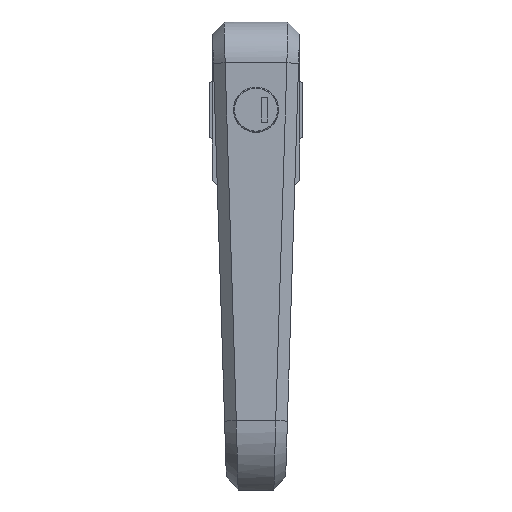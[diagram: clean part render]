
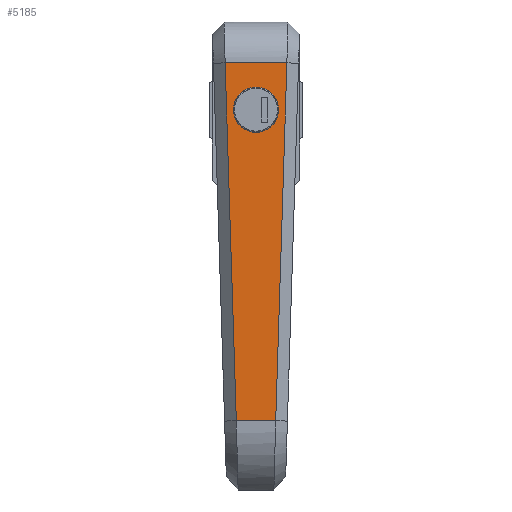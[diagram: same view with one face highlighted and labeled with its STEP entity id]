
A CAD part, top view. The second image highlights one B-rep face of the part: STEP entity #5185.
In plain terms, the highlighted face is planar.
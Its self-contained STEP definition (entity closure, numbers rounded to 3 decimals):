
#651 = FACE_OUTER_BOUND ( 'NONE', #1757, .T. ) ;
#657 = FACE_BOUND ( 'NONE', #1758, .T. ) ;
#659 = AXIS2_PLACEMENT_3D ( 'NONE', #1217, #1218, #1219 ) ;
#1216 = PLANE ( 'NONE',  #659 ) ;
#1217 = CARTESIAN_POINT ( 'NONE',  ( -12.5, -130., -10. ) ) ;
#1218 = DIRECTION ( 'NONE',  ( 1., 0., 0. ) ) ;
#1219 = DIRECTION ( 'NONE',  ( 0., 0., -1. ) ) ;
#1380 = CARTESIAN_POINT ( 'NONE',  ( -12.5, 0., 0. ) ) ;
#1381 = DIRECTION ( 'NONE',  ( -1., 0., 0. ) ) ;
#1382 = DIRECTION ( 'NONE',  ( 0., 0., 1. ) ) ;
#1700 = VERTEX_POINT ( 'NONE', #4164 ) ;
#1701 = VERTEX_POINT ( 'NONE', #4165 ) ;
#1714 = VERTEX_POINT ( 'NONE', #4178 ) ;
#1715 = VERTEX_POINT ( 'NONE', #4179 ) ;
#1716 = VERTEX_POINT ( 'NONE', #4180 ) ;
#1717 = VERTEX_POINT ( 'NONE', #4181 ) ;
#1757 = EDGE_LOOP ( 'NONE', ( #2409, #2411, #2410, #2412 ) ) ;
#1758 = EDGE_LOOP ( 'NONE', ( #2414, #2415 ) ) ;
#2292 = AXIS2_PLACEMENT_3D ( 'NONE', #3375, #3391, #3392 ) ;
#2293 = VECTOR ( 'NONE', #3381, 1000. ) ;
#2294 = VECTOR ( 'NONE', #3384, 1000. ) ;
#2295 = VECTOR ( 'NONE', #3387, 1000. ) ;
#2296 = VECTOR ( 'NONE', #3390, 1000. ) ;
#2409 = ORIENTED_EDGE ( 'NONE', *, *, #3732, .T. ) ;
#2410 = ORIENTED_EDGE ( 'NONE', *, *, #3733, .T. ) ;
#2411 = ORIENTED_EDGE ( 'NONE', *, *, #3731, .T. ) ;
#2412 = ORIENTED_EDGE ( 'NONE', *, *, #3734, .T. ) ;
#2414 = ORIENTED_EDGE ( 'NONE', *, *, #3735, .F. ) ;
#2415 = ORIENTED_EDGE ( 'NONE', *, *, #3891, .F. ) ;
#3261 = AXIS2_PLACEMENT_3D ( 'NONE', #1380, #1381, #1382 ) ;
#3285 = CIRCLE ( 'NONE', #3261, 7.75 ) ;
#3375 = CARTESIAN_POINT ( 'NONE',  ( -12.5, 0., 0. ) ) ;
#3379 = LINE ( 'NONE', #3380, #2293 ) ;
#3380 = CARTESIAN_POINT ( 'NONE',  ( -12.5, -129.875, -6.002 ) ) ;
#3381 = DIRECTION ( 'NONE',  ( 0., -1., 0.031 ) ) ;
#3382 = LINE ( 'NONE', #3383, #2294 ) ;
#3383 = CARTESIAN_POINT ( 'NONE',  ( -12.5, 16., -10. ) ) ;
#3384 = DIRECTION ( 'NONE',  ( 0., 0., -1. ) ) ;
#3385 = LINE ( 'NONE', #3386, #2295 ) ;
#3386 = CARTESIAN_POINT ( 'NONE',  ( -12.5, -106.336, -10. ) ) ;
#3387 = DIRECTION ( 'NONE',  ( 0., 0., 1. ) ) ;
#3388 = LINE ( 'NONE', #3389, #2296 ) ;
#3389 = CARTESIAN_POINT ( 'NONE',  ( -12.5, -130.499, 5.982 ) ) ;
#3390 = DIRECTION ( 'NONE',  ( 0., 1., 0.031 ) ) ;
#3391 = DIRECTION ( 'NONE',  ( -1., 0., 0. ) ) ;
#3392 = DIRECTION ( 'NONE',  ( 0., 0., 1. ) ) ;
#3731 = EDGE_CURVE ( 'NONE', #1715, #1716, #3379, .T. ) ;
#3732 = EDGE_CURVE ( 'NONE', #1714, #1715, #3382, .T. ) ;
#3733 = EDGE_CURVE ( 'NONE', #1716, #1717, #3385, .T. ) ;
#3734 = EDGE_CURVE ( 'NONE', #1717, #1714, #3388, .T. ) ;
#3735 = EDGE_CURVE ( 'NONE', #1701, #1700, #4727, .T. ) ;
#3891 = EDGE_CURVE ( 'NONE', #1700, #1701, #3285, .T. ) ;
#4164 = CARTESIAN_POINT ( 'NONE',  ( -12.5, 0., -7.75 ) ) ;
#4165 = CARTESIAN_POINT ( 'NONE',  ( -12.5, 0., 7.75 ) ) ;
#4178 = CARTESIAN_POINT ( 'NONE',  ( -12.5, 16., 10.561 ) ) ;
#4179 = CARTESIAN_POINT ( 'NONE',  ( -12.5, 16., -10.561 ) ) ;
#4180 = CARTESIAN_POINT ( 'NONE',  ( -12.5, -106.336, -6.738 ) ) ;
#4181 = CARTESIAN_POINT ( 'NONE',  ( -12.5, -106.336, 6.738 ) ) ;
#4727 = CIRCLE ( 'NONE', #2292, 7.75 ) ;
#5185 = ADVANCED_FACE ( 'NONE', ( #651, #657 ), #1216, .F. ) ;
